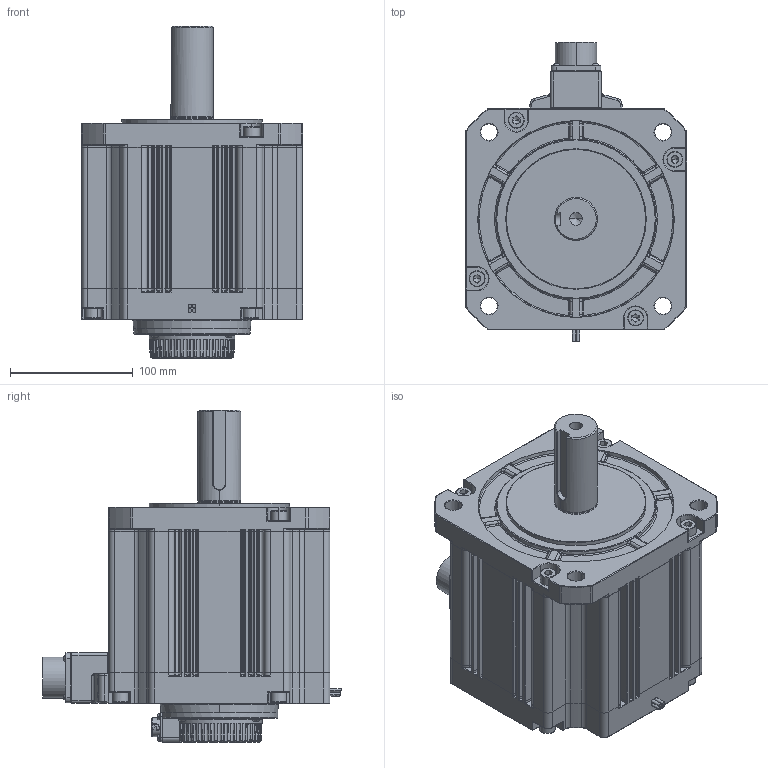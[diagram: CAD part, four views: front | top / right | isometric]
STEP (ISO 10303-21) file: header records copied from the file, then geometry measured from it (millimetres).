
FILE_DESCRIPTION (( 'STEP AP203' ), '1' );
FILE_NAME ('SV-X2MG440A-N4LA.STEP', '2021-10-12T09:25:42', ( 'China' ), ( 'Microsoft' ), 'SwSTEP 2.0', 'SolidWorks 2016', '' );
FILE_SCHEMA (( 'CONFIG_CONTROL_DESIGN' ));
Products named in the file (1): SV-X2MG440A-N4LA
Bounding box: 180 x 243.32 x 270.2 mm (x, y, z)
Volume: 4807213 mm3; surface area: 243118.5 mm2
Topology: 1 solids, 15 shells, 2568 faces, 6617 edges, 4087 vertices
Faces by surface type: cylinder 1086, plane 841, bspline 236, cone 214, torus 132, sphere 59
Entity records: 105034 total; most frequent: CARTESIAN_POINT 45425, ORIENTED_EDGE 13040, DIRECTION 11881, EDGE_CURVE 6520, AXIS2_PLACEMENT_3D 4507, VERTEX_POINT 4059, LINE 2867, VECTOR 2867
